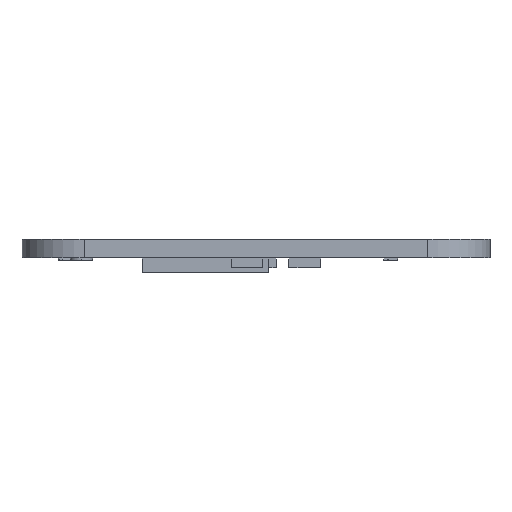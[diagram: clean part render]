
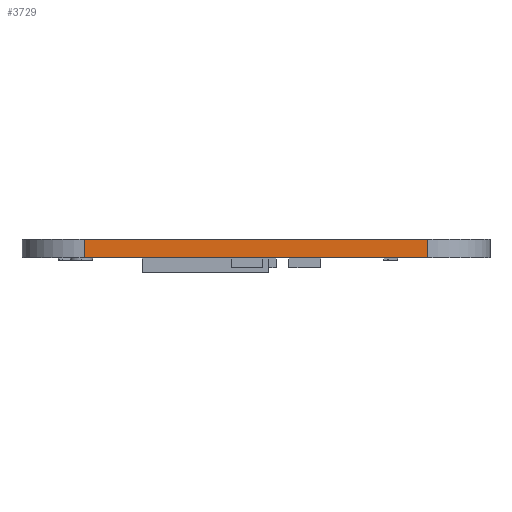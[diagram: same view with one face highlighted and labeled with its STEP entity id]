
A CAD part, left-side view. The second image highlights one B-rep face of the part: STEP entity #3729.
In plain terms, the highlighted planar face has unit normal (-1, 0, 0).
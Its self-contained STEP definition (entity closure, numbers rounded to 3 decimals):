
#427 = CARTESIAN_POINT ( 'NONE',  ( 0., 16.51, 0.762 ) ) ;
#886 = VERTEX_POINT ( 'NONE', #24027 ) ;
#1023 = LINE ( 'NONE', #14487, #8665 ) ;
#1122 = ORIENTED_EDGE ( 'NONE', *, *, #18418, .F. ) ;
#1604 = VERTEX_POINT ( 'NONE', #14754 ) ;
#3729 = ADVANCED_FACE ( 'NONE', ( #14444 ), #6705, .F. ) ;
#4075 = DIRECTION ( 'NONE',  ( 0., 0., -1. ) ) ;
#4780 = EDGE_CURVE ( 'NONE', #7699, #1604, #1023, .T. ) ;
#6430 = EDGE_CURVE ( 'NONE', #7699, #886, #20862, .T. ) ;
#6705 = PLANE ( 'NONE',  #20186 ) ;
#6856 = EDGE_LOOP ( 'NONE', ( #11626, #1122, #19925, #9137 ) ) ;
#7297 = DIRECTION ( 'NONE',  ( 0., -1., 0. ) ) ;
#7699 = VERTEX_POINT ( 'NONE', #427 ) ;
#7852 = CARTESIAN_POINT ( 'NONE',  ( 0., 2.54, 0. ) ) ;
#8016 = LINE ( 'NONE', #14093, #15692 ) ;
#8665 = VECTOR ( 'NONE', #10687, 1000. ) ;
#9137 = ORIENTED_EDGE ( 'NONE', *, *, #4780, .T. ) ;
#10687 = DIRECTION ( 'NONE',  ( 0., 0., -1. ) ) ;
#10770 = CARTESIAN_POINT ( 'NONE',  ( 0., 16.51, 0.762 ) ) ;
#11626 = ORIENTED_EDGE ( 'NONE', *, *, #16965, .T. ) ;
#12024 = VECTOR ( 'NONE', #21331, 1000. ) ;
#12674 = DIRECTION ( 'NONE',  ( 0., 1., 0. ) ) ;
#14093 = CARTESIAN_POINT ( 'NONE',  ( 0., 2.54, 0.762 ) ) ;
#14444 = FACE_OUTER_BOUND ( 'NONE', #6856, .T. ) ;
#14487 = CARTESIAN_POINT ( 'NONE',  ( 0., 16.51, 0.762 ) ) ;
#14754 = CARTESIAN_POINT ( 'NONE',  ( 0., 16.51, 0. ) ) ;
#15692 = VECTOR ( 'NONE', #4075, 1000. ) ;
#16965 = EDGE_CURVE ( 'NONE', #1604, #24599, #17114, .T. ) ;
#17114 = LINE ( 'NONE', #23125, #12024 ) ;
#18418 = EDGE_CURVE ( 'NONE', #886, #24599, #8016, .T. ) ;
#19925 = ORIENTED_EDGE ( 'NONE', *, *, #6430, .F. ) ;
#20186 = AXIS2_PLACEMENT_3D ( 'NONE', #10770, #24215, #12674 ) ;
#20862 = LINE ( 'NONE', #24543, #23105 ) ;
#21331 = DIRECTION ( 'NONE',  ( 0., -1., 0. ) ) ;
#23105 = VECTOR ( 'NONE', #7297, 1000. ) ;
#23125 = CARTESIAN_POINT ( 'NONE',  ( 0., 16.51, 0. ) ) ;
#24027 = CARTESIAN_POINT ( 'NONE',  ( 0., 2.54, 0.762 ) ) ;
#24215 = DIRECTION ( 'NONE',  ( 1., 0., 0. ) ) ;
#24543 = CARTESIAN_POINT ( 'NONE',  ( 0., 16.51, 0.762 ) ) ;
#24599 = VERTEX_POINT ( 'NONE', #7852 ) ;
